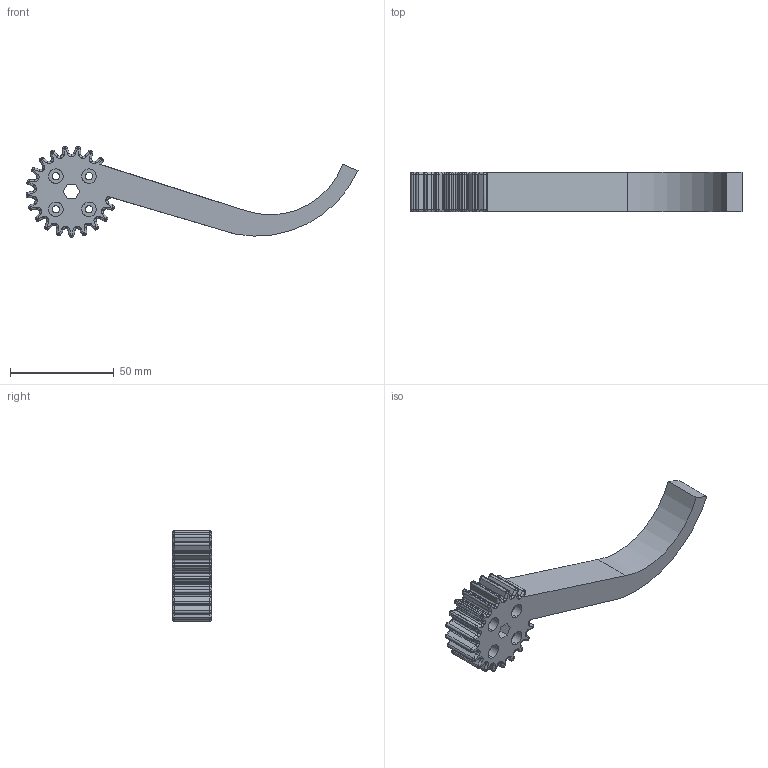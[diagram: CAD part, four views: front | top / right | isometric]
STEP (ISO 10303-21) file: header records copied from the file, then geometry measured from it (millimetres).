
FILE_DESCRIPTION (( 'STEP AP214' ), '1' );
FILE_NAME ('gripper 2.0.STEP', '2022-12-24T23:07:52', ( '' ), ( '' ), 'SwSTEP 2.0', 'SolidWorks 2021', '' );
FILE_SCHEMA (( 'AUTOMOTIVE_DESIGN' ));
Length unit declared in the file: millimetre
Products named in the file (1): gripper 2.0
Bounding box: 160.33 x 19 x 43.8 mm (x, y, z)
Volume: 48631.8 mm3; surface area: 15485.5 mm2
Topology: 1 solids, 1 shells, 514 faces, 1210 edges, 664 vertices
Faces by surface type: cylinder 201, torus 88, sphere 85, bspline 70, plane 70
Entity records: 14725 total; most frequent: CARTESIAN_POINT 3477, DIRECTION 2535, ORIENTED_EDGE 2290, EDGE_CURVE 1145, AXIS2_PLACEMENT_3D 1055, VERTEX_POINT 637, CIRCLE 610, EDGE_LOOP 528
